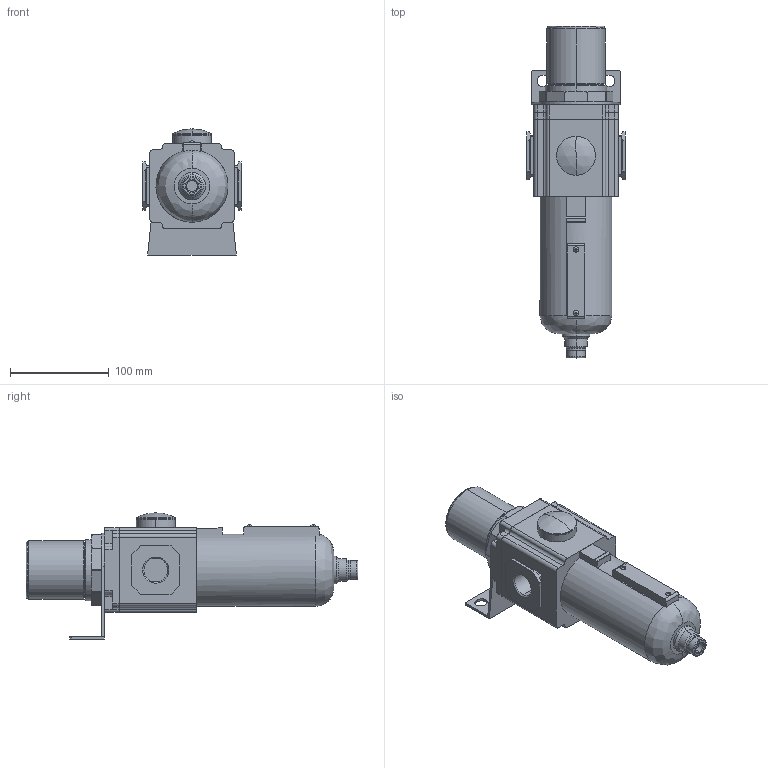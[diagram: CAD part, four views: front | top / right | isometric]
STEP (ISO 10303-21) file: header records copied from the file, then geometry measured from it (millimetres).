
FILE_DESCRIPTION (( 'STEP AP203' ), '1' );
FILE_NAME ('AFR2-6633-AD.step', '2020-04-16T20:00:11', ( '' ), ( '' ), 'SwSTEP 2.0', 'SolidWorks 2019', '' );
FILE_SCHEMA (( 'CONFIG_CONTROL_DESIGN' ));
Length unit declared in the file: millimetre
Products named in the file (1): AFR2-6633-AD
Bounding box: 100 x 336.5 x 128 mm (x, y, z)
Volume: 1517584.4 mm3; surface area: 115833.3 mm2
Topology: 1 solids, 1 shells, 235 faces, 613 edges, 396 vertices
Faces by surface type: plane 116, cylinder 79, torus 16, cone 16, bspline 6, sphere 2
Entity records: 7707 total; most frequent: CARTESIAN_POINT 1758, DIRECTION 1245, ORIENTED_EDGE 1226, EDGE_CURVE 613, AXIS2_PLACEMENT_3D 438, VERTEX_POINT 396, LINE 369, VECTOR 369
